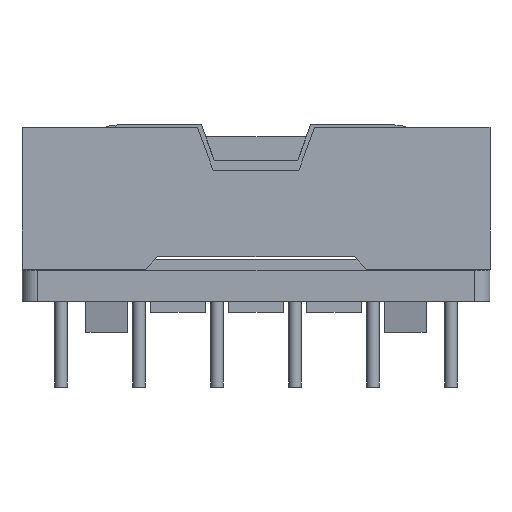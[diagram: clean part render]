
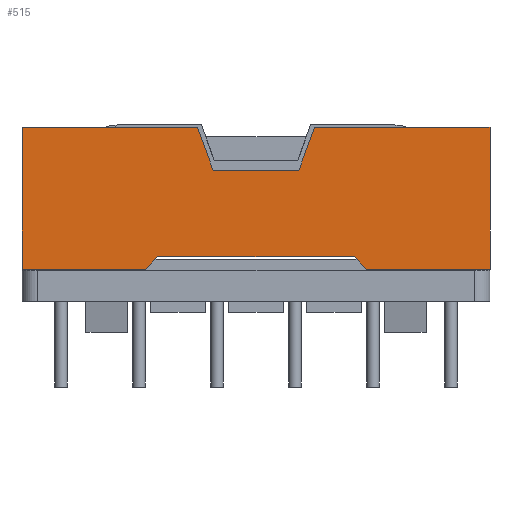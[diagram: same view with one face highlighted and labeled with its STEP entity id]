
A CAD part, front view. The second image highlights one B-rep face of the part: STEP entity #515.
In plain terms, the highlighted face is planar.
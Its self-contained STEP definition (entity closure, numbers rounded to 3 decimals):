
#515 = ADVANCED_FACE( '', ( #1055 ), #1056, .F. );
#1055 = FACE_OUTER_BOUND( '', #1596, .T. );
#1056 = PLANE( '', #1597 );
#1596 = EDGE_LOOP( '', ( #3039, #3040, #3041, #3042, #3043, #3044, #3045, #3046, #3047, #3048, #3049, #3050 ) );
#1597 = AXIS2_PLACEMENT_3D( '', #3051, #3052, #3053 );
#3039 = ORIENTED_EDGE( '', *, *, #3606, .F. );
#3040 = ORIENTED_EDGE( '', *, *, #3628, .F. );
#3041 = ORIENTED_EDGE( '', *, *, #3592, .F. );
#3042 = ORIENTED_EDGE( '', *, *, #3615, .T. );
#3043 = ORIENTED_EDGE( '', *, *, #3542, .T. );
#3044 = ORIENTED_EDGE( '', *, *, #3583, .F. );
#3045 = ORIENTED_EDGE( '', *, *, #3709, .F. );
#3046 = ORIENTED_EDGE( '', *, *, #3561, .F. );
#3047 = ORIENTED_EDGE( '', *, *, #3621, .T. );
#3048 = ORIENTED_EDGE( '', *, *, #3679, .F. );
#3049 = ORIENTED_EDGE( '', *, *, #3311, .F. );
#3050 = ORIENTED_EDGE( '', *, *, #3642, .F. );
#3051 = CARTESIAN_POINT( '', ( -7.3, 15., -2.45 ) );
#3052 = DIRECTION( '', ( 0., -1., 0. ) );
#3053 = DIRECTION( '', ( 0., 0., -1. ) );
#3311 = EDGE_CURVE( '', #4020, #4023, #4024, .T. );
#3542 = EDGE_CURVE( '', #4370, #4368, #4371, .T. );
#3561 = EDGE_CURVE( '', #4395, #4397, #4398, .T. );
#3583 = EDGE_CURVE( '', #4422, #4368, #4424, .T. );
#3592 = EDGE_CURVE( '', #4436, #4430, #4438, .T. );
#3606 = EDGE_CURVE( '', #4454, #4455, #4456, .T. );
#3615 = EDGE_CURVE( '', #4436, #4370, #4465, .T. );
#3621 = EDGE_CURVE( '', #4395, #4471, #4473, .T. );
#3628 = EDGE_CURVE( '', #4430, #4454, #4480, .T. );
#3642 = EDGE_CURVE( '', #4455, #4020, #4497, .T. );
#3679 = EDGE_CURVE( '', #4023, #4471, #4537, .T. );
#3709 = EDGE_CURVE( '', #4397, #4422, #4569, .T. );
#4020 = VERTEX_POINT( '', #4996 );
#4023 = VERTEX_POINT( '', #5000 );
#4024 = LINE( '', #5001, #5002 );
#4368 = VERTEX_POINT( '', #5496 );
#4370 = VERTEX_POINT( '', #5499 );
#4371 = LINE( '', #5500, #5501 );
#4395 = VERTEX_POINT( '', #5536 );
#4397 = VERTEX_POINT( '', #5539 );
#4398 = LINE( '', #5540, #5541 );
#4422 = VERTEX_POINT( '', #5577 );
#4424 = LINE( '', #5580, #5581 );
#4430 = VERTEX_POINT( '', #5589 );
#4436 = VERTEX_POINT( '', #5598 );
#4438 = LINE( '', #5601, #5602 );
#4454 = VERTEX_POINT( '', #5625 );
#4455 = VERTEX_POINT( '', #5626 );
#4456 = LINE( '', #5627, #5628 );
#4465 = LINE( '', #5641, #5642 );
#4471 = VERTEX_POINT( '', #5651 );
#4473 = LINE( '', #5654, #5655 );
#4480 = LINE( '', #5665, #5666 );
#4497 = LINE( '', #5692, #5693 );
#4537 = LINE( '', #5745, #5746 );
#4569 = LINE( '', #5791, #5792 );
#4996 = CARTESIAN_POINT( '', ( -3.75, 15., 5.85 ) );
#5000 = CARTESIAN_POINT( '', ( -15., 15., 5.85 ) );
#5001 = CARTESIAN_POINT( '', ( 15., 15., 5.85 ) );
#5002 = VECTOR( '', #5995, 1000. );
#5496 = CARTESIAN_POINT( '', ( 7.1, 15., -3.25 ) );
#5499 = CARTESIAN_POINT( '', ( 15., 15., -3.25 ) );
#5500 = CARTESIAN_POINT( '', ( 15., 15., -3.25 ) );
#5501 = VECTOR( '', #6219, 1000. );
#5536 = CARTESIAN_POINT( '', ( -7.1, 15., -3.25 ) );
#5539 = CARTESIAN_POINT( '', ( -6.3, 15., -2.45 ) );
#5540 = CARTESIAN_POINT( '', ( -6.8, 15., -2.95 ) );
#5541 = VECTOR( '', #6232, 1000. );
#5577 = CARTESIAN_POINT( '', ( 6.3, 15., -2.45 ) );
#5580 = CARTESIAN_POINT( '', ( -0.5, 15., 4.35 ) );
#5581 = VECTOR( '', #6246, 1000. );
#5589 = CARTESIAN_POINT( '', ( 3.75, 15., 5.85 ) );
#5598 = CARTESIAN_POINT( '', ( 15., 15., 5.85 ) );
#5601 = CARTESIAN_POINT( '', ( 15., 15., 5.85 ) );
#5602 = VECTOR( '', #6253, 1000. );
#5625 = CARTESIAN_POINT( '', ( 2.75, 15., 3.102 ) );
#5626 = CARTESIAN_POINT( '', ( -2.75, 15., 3.102 ) );
#5627 = CARTESIAN_POINT( '', ( 3.75, 15., 3.102 ) );
#5628 = VECTOR( '', #6261, 1000. );
#5641 = CARTESIAN_POINT( '', ( 15., 15., 5.85 ) );
#5642 = VECTOR( '', #6266, 1000. );
#5651 = CARTESIAN_POINT( '', ( -15., 15., -3.25 ) );
#5654 = CARTESIAN_POINT( '', ( 15., 15., -3.25 ) );
#5655 = VECTOR( '', #6271, 1000. );
#5665 = CARTESIAN_POINT( '', ( 3.75, 15., 5.85 ) );
#5666 = VECTOR( '', #6275, 1000. );
#5692 = CARTESIAN_POINT( '', ( -2.873, 15., 3.44 ) );
#5693 = VECTOR( '', #6285, 1000. );
#5745 = CARTESIAN_POINT( '', ( -15., 15., 5.85 ) );
#5746 = VECTOR( '', #6307, 1000. );
#5791 = CARTESIAN_POINT( '', ( -7.3, 15., -2.45 ) );
#5792 = VECTOR( '', #6324, 1000. );
#5995 = DIRECTION( '', ( -1., 0., 0. ) );
#6219 = DIRECTION( '', ( -1., 0., 0. ) );
#6232 = DIRECTION( '', ( 0.707, 0., 0.707 ) );
#6246 = DIRECTION( '', ( 0.707, 0., -0.707 ) );
#6253 = DIRECTION( '', ( -1., 0., 0. ) );
#6261 = DIRECTION( '', ( -1., 0., 0. ) );
#6266 = DIRECTION( '', ( 0., 0., -1. ) );
#6271 = DIRECTION( '', ( -1., 0., 0. ) );
#6275 = DIRECTION( '', ( -0.342, 0., -0.94 ) );
#6285 = DIRECTION( '', ( -0.342, 0., 0.94 ) );
#6307 = DIRECTION( '', ( 0., 0., -1. ) );
#6324 = DIRECTION( '', ( 1., 0., 0. ) );
